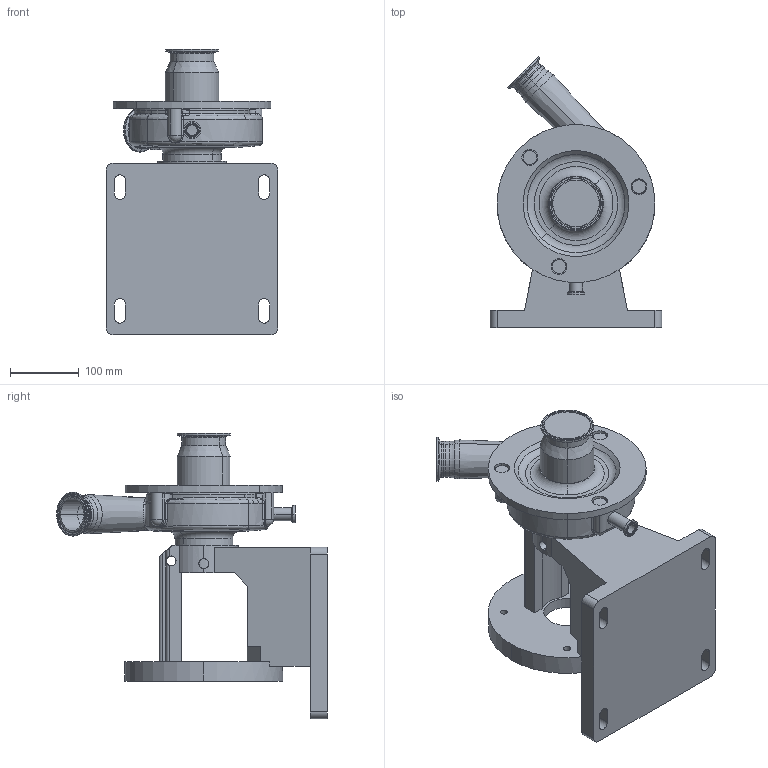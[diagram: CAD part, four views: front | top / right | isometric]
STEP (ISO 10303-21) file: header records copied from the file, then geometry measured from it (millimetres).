
FILE_DESCRIPTION (( 'STEP AP214' ), '1' );
FILE_NAME ('FP 352 180TC 45L 3-4 In STRAIGHT DRAIN.STEP', '2010-02-23T21:13:15', ( ' ' ), ( '' ), 'SwSTEP 2.0', 'SolidWorks 2010', '' );
FILE_SCHEMA (( 'AUTOMOTIVE_DESIGN' ));
Length unit declared in the file: millimetre
Products named in the file (2): FP 352 180TC 45L 3-4 In STRAIGHT DRAIN; FP 352 180TC 45L 3-4 In STRAIGHT DRAIN^1275000115
Assembly tree (1 placements, depth 2):
  FP 352 180TC 45L 3-4 In STRAIGHT DRAIN
    FP 352 180TC 45L 3-4 In STRAIGHT DRAIN^1275000115
Bounding box: 250 x 394.25 x 416 mm (x, y, z)
Volume: 7238260.5 mm3; surface area: 603637.4 mm2
Topology: 1 solids, 2 shells, 396 faces, 1006 edges, 613 vertices
Faces by surface type: cylinder 148, plane 95, torus 55, bspline 55, cone 32, sphere 11
Entity records: 27541 total; most frequent: CARTESIAN_POINT 18140, ORIENTED_EDGE 1992, DIRECTION 1955, EDGE_CURVE 996, AXIS2_PLACEMENT_3D 801, VERTEX_POINT 611, CIRCLE 456, EDGE_LOOP 439
